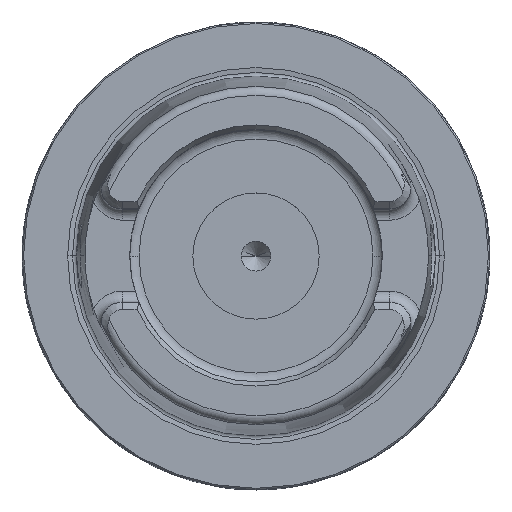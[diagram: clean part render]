
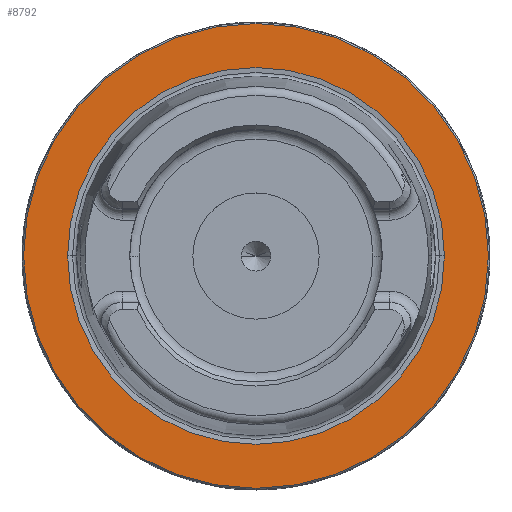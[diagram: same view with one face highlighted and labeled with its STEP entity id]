
A CAD part, top view. The second image highlights one B-rep face of the part: STEP entity #8792.
In plain terms, the highlighted planar face has unit normal (0, 0, 1).
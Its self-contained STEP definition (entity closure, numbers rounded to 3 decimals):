
#3521=CARTESIAN_POINT('',(0.,0.,0.));
#3522=DIRECTION('',(0.,0.,1.));
#3523=DIRECTION('',(1.,0.,0.));
#3524=AXIS2_PLACEMENT_3D('',#3521,#3522,#3523);
#3537=CARTESIAN_POINT('',(0.,0.,0.));
#3538=DIRECTION('',(0.,0.,-1.));
#3539=DIRECTION('',(1.,0.,0.));
#3540=AXIS2_PLACEMENT_3D('',#3537,#3538,#3539);
#3559=CARTESIAN_POINT('',(0.,0.,0.));
#3560=DIRECTION('',(0.,0.,1.));
#3561=DIRECTION('',(1.,0.,0.));
#3562=AXIS2_PLACEMENT_3D('',#3559,#3560,#3561);
#6153=CARTESIAN_POINT('',(0.,0.,0.));
#6154=DIRECTION('',(0.,0.,-1.));
#6155=DIRECTION('',(1.,0.,0.));
#6156=AXIS2_PLACEMENT_3D('',#6153,#6154,#6155);
#6211=CARTESIAN_POINT('',(25.374,0.,0.));
#6213=VERTEX_POINT('',#6211);
#6223=CARTESIAN_POINT('',(-25.374,0.,0.));
#6225=VERTEX_POINT('',#6223);
#6491=CARTESIAN_POINT('',(31.3,0.,0.));
#6492=CARTESIAN_POINT('',(-31.3,0.,0.));
#6493=VERTEX_POINT('',#6491);
#6494=VERTEX_POINT('',#6492);
#8776=CARTESIAN_POINT('',(0.,0.,0.));
#8777=DIRECTION('',(0.,0.,-1.));
#8778=DIRECTION('',(-1.,0.,0.));
#8779=AXIS2_PLACEMENT_3D('',#8776,#8777,#8778);
#8780=PLANE('',#8779);
#8781=ORIENTED_EDGE('',*,*,#8766,.F.);
#8783=ORIENTED_EDGE('',*,*,#8782,.T.);
#8784=EDGE_LOOP('',(#8781,#8783));
#8785=FACE_OUTER_BOUND('',#8784,.F.);
#8787=ORIENTED_EDGE('',*,*,#8786,.F.);
#8789=ORIENTED_EDGE('',*,*,#8788,.T.);
#8790=EDGE_LOOP('',(#8787,#8789));
#8791=FACE_BOUND('',#8790,.F.);
#3525=CIRCLE('',#3524,31.3);
#3541=CIRCLE('',#3540,25.374);
#3563=CIRCLE('',#3562,25.374);
#6157=CIRCLE('',#6156,31.3);
#8766=EDGE_CURVE('',#6493,#6494,#3525,.T.);
#8782=EDGE_CURVE('',#6493,#6494,#6157,.T.);
#8786=EDGE_CURVE('',#6213,#6225,#3541,.T.);
#8788=EDGE_CURVE('',#6213,#6225,#3563,.T.);
#8792=ADVANCED_FACE('',(#8785,#8791),#8780,.F.);
